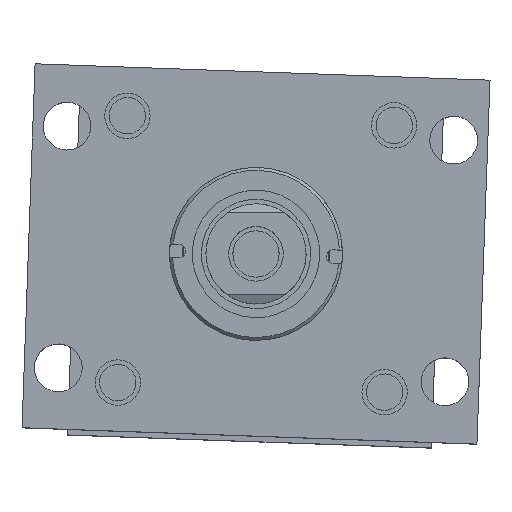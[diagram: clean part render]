
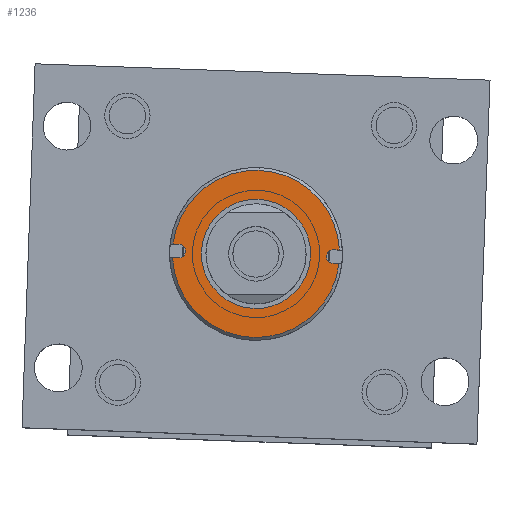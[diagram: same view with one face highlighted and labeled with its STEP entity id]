
A CAD part, top view. The second image highlights one B-rep face of the part: STEP entity #1236.
In plain terms, the highlighted face is planar.
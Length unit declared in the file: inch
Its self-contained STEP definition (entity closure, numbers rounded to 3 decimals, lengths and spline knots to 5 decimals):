
#47 = ORIENTED_EDGE ( 'NONE', *, *, #8357, .F. ) ;
#74 = VERTEX_POINT ( 'NONE', #9595 ) ;
#202 = EDGE_LOOP ( 'NONE', ( #2176, #2107, #1122, #8859, #9838, #4147, #6736, #2494, #5425 ) ) ;
#323 = LINE ( 'NONE', #4036, #1623 ) ;
#366 = CIRCLE ( 'NONE', #8338, 1.1475 ) ;
#510 = CARTESIAN_POINT ( 'NONE',  ( 9.17484, 15.3203, 0.094 ) ) ;
#746 = VECTOR ( 'NONE', #8225, 39.37008 ) ;
#828 = DIRECTION ( 'NONE',  ( 1., 0., 0. ) ) ;
#844 = DIRECTION ( 'NONE',  ( 0., 0., 1. ) ) ;
#956 = DIRECTION ( 'NONE',  ( -1., 0., 0. ) ) ;
#1122 = ORIENTED_EDGE ( 'NONE', *, *, #7385, .T. ) ;
#1236 = ADVANCED_FACE ( 'NONE', ( #9438, #3054 ), #1460, .F. ) ;
#1460 = PLANE ( 'NONE',  #3606 ) ;
#1493 = AXIS2_PLACEMENT_3D ( 'NONE', #8761, #7326, #5156 ) ;
#1623 = VECTOR ( 'NONE', #7182, 39.37008 ) ;
#1681 = VERTEX_POINT ( 'NONE', #9849 ) ;
#1790 = DIRECTION ( 'NONE',  ( 0., 0., 1. ) ) ;
#1918 = CARTESIAN_POINT ( 'NONE',  ( 9.17484, 17.4443, 0. ) ) ;
#2107 = ORIENTED_EDGE ( 'NONE', *, *, #6529, .T. ) ;
#2112 = CIRCLE ( 'NONE', #7212, 1.1475 ) ;
#2176 = ORIENTED_EDGE ( 'NONE', *, *, #9044, .T. ) ;
#2297 = CIRCLE ( 'NONE', #6504, 0.094 ) ;
#2314 = LINE ( 'NONE', #2579, #746 ) ;
#2494 = ORIENTED_EDGE ( 'NONE', *, *, #3924, .T. ) ;
#2566 = EDGE_LOOP ( 'NONE', ( #8637, #47 ) ) ;
#2579 = CARTESIAN_POINT ( 'NONE',  ( 9.17484, 17.5298, 0.094 ) ) ;
#3021 = CIRCLE ( 'NONE', #1493, 0.75 ) ;
#3054 = FACE_BOUND ( 'NONE', #2566, .T. ) ;
#3176 = CARTESIAN_POINT ( 'NONE',  ( 9.17484, 17.52594, -0.094 ) ) ;
#3393 = CARTESIAN_POINT ( 'NONE',  ( 9.17484, 16.3823, 0. ) ) ;
#3514 = EDGE_CURVE ( 'NONE', #8982, #5531, #2314, .T. ) ;
#3536 = VERTEX_POINT ( 'NONE', #4873 ) ;
#3606 = AXIS2_PLACEMENT_3D ( 'NONE', #6272, #7438, #5058 ) ;
#3813 = VECTOR ( 'NONE', #4830, 39.37008 ) ;
#3878 = CIRCLE ( 'NONE', #4094, 0.094 ) ;
#3924 = EDGE_CURVE ( 'NONE', #4731, #9613, #3878, .T. ) ;
#3954 = CARTESIAN_POINT ( 'NONE',  ( 9.17484, 15.23865, 0.094 ) ) ;
#4036 = CARTESIAN_POINT ( 'NONE',  ( 9.17484, 17.5298, -0.094 ) ) ;
#4059 = CARTESIAN_POINT ( 'NONE',  ( 9.17484, 17.5298, -0.094 ) ) ;
#4094 = AXIS2_PLACEMENT_3D ( 'NONE', #1918, #7981, #5758 ) ;
#4147 = ORIENTED_EDGE ( 'NONE', *, *, #8550, .T. ) ;
#4191 = CIRCLE ( 'NONE', #6878, 0.75 ) ;
#4221 = CARTESIAN_POINT ( 'NONE',  ( 9.17484, 16.3823, -1.1475 ) ) ;
#4249 = LINE ( 'NONE', #7835, #8084 ) ;
#4361 = EDGE_CURVE ( 'NONE', #1681, #5531, #2297, .T. ) ;
#4658 = CARTESIAN_POINT ( 'NONE',  ( 9.17484, 15.3203, 0. ) ) ;
#4707 = CARTESIAN_POINT ( 'NONE',  ( 9.17484, 16.3823, 0. ) ) ;
#4731 = VERTEX_POINT ( 'NONE', #8903 ) ;
#4830 = DIRECTION ( 'NONE',  ( 0., 1., 0. ) ) ;
#4844 = CARTESIAN_POINT ( 'NONE',  ( 9.17484, 16.3823, 0. ) ) ;
#4873 = CARTESIAN_POINT ( 'NONE',  ( 9.17484, 15.23865, -0.094 ) ) ;
#4903 = VERTEX_POINT ( 'NONE', #6896 ) ;
#5058 = DIRECTION ( 'NONE',  ( 0., 1., 0. ) ) ;
#5102 = VERTEX_POINT ( 'NONE', #3176 ) ;
#5156 = DIRECTION ( 'NONE',  ( 0., 0., 1. ) ) ;
#5173 = DIRECTION ( 'NONE',  ( 0., 0., 1. ) ) ;
#5425 = ORIENTED_EDGE ( 'NONE', *, *, #8337, .F. ) ;
#5461 = DIRECTION ( 'NONE',  ( -1., 0., 0. ) ) ;
#5531 = VERTEX_POINT ( 'NONE', #510 ) ;
#5758 = DIRECTION ( 'NONE',  ( 0., 0., -1. ) ) ;
#5939 = EDGE_CURVE ( 'NONE', #4903, #4731, #4249, .T. ) ;
#6011 = EDGE_CURVE ( 'NONE', #8510, #74, #3021, .T. ) ;
#6272 = CARTESIAN_POINT ( 'NONE',  ( 9.17484, 17.5298, 0. ) ) ;
#6504 = AXIS2_PLACEMENT_3D ( 'NONE', #4658, #828, #8513 ) ;
#6529 = EDGE_CURVE ( 'NONE', #8012, #3536, #366, .T. ) ;
#6736 = ORIENTED_EDGE ( 'NONE', *, *, #5939, .T. ) ;
#6749 = CARTESIAN_POINT ( 'NONE',  ( 9.17484, 16.3823, 0. ) ) ;
#6878 = AXIS2_PLACEMENT_3D ( 'NONE', #3393, #956, #9548 ) ;
#6896 = CARTESIAN_POINT ( 'NONE',  ( 9.17484, 17.52594, 0.094 ) ) ;
#6982 = DIRECTION ( 'NONE',  ( 0., -1., 0. ) ) ;
#7182 = DIRECTION ( 'NONE',  ( 0., -1., 0. ) ) ;
#7212 = AXIS2_PLACEMENT_3D ( 'NONE', #6749, #9864, #5173 ) ;
#7326 = DIRECTION ( 'NONE',  ( -1., 0., 0. ) ) ;
#7385 = EDGE_CURVE ( 'NONE', #3536, #1681, #7904, .T. ) ;
#7438 = DIRECTION ( 'NONE',  ( 1., 0., 0. ) ) ;
#7835 = CARTESIAN_POINT ( 'NONE',  ( 9.17484, 17.5298, 0.094 ) ) ;
#7904 = LINE ( 'NONE', #4059, #3813 ) ;
#7927 = DIRECTION ( 'NONE',  ( -1., 0., 0. ) ) ;
#7981 = DIRECTION ( 'NONE',  ( 1., 0., 0. ) ) ;
#8012 = VERTEX_POINT ( 'NONE', #4221 ) ;
#8084 = VECTOR ( 'NONE', #6982, 39.37008 ) ;
#8225 = DIRECTION ( 'NONE',  ( 0., 1., 0. ) ) ;
#8337 = EDGE_CURVE ( 'NONE', #5102, #9613, #323, .T. ) ;
#8338 = AXIS2_PLACEMENT_3D ( 'NONE', #4844, #7927, #1790 ) ;
#8357 = EDGE_CURVE ( 'NONE', #74, #8510, #4191, .T. ) ;
#8510 = VERTEX_POINT ( 'NONE', #9682 ) ;
#8513 = DIRECTION ( 'NONE',  ( 0., 0., -1. ) ) ;
#8550 = EDGE_CURVE ( 'NONE', #8982, #4903, #2112, .T. ) ;
#8637 = ORIENTED_EDGE ( 'NONE', *, *, #6011, .F. ) ;
#8650 = AXIS2_PLACEMENT_3D ( 'NONE', #4707, #5461, #844 ) ;
#8761 = CARTESIAN_POINT ( 'NONE',  ( 9.17484, 16.3823, 0. ) ) ;
#8859 = ORIENTED_EDGE ( 'NONE', *, *, #4361, .T. ) ;
#8903 = CARTESIAN_POINT ( 'NONE',  ( 9.17484, 17.4443, 0.094 ) ) ;
#8982 = VERTEX_POINT ( 'NONE', #3954 ) ;
#9044 = EDGE_CURVE ( 'NONE', #5102, #8012, #9700, .T. ) ;
#9194 = CARTESIAN_POINT ( 'NONE',  ( 9.17484, 17.4443, -0.094 ) ) ;
#9438 = FACE_OUTER_BOUND ( 'NONE', #202, .T. ) ;
#9548 = DIRECTION ( 'NONE',  ( 0., 0., 1. ) ) ;
#9595 = CARTESIAN_POINT ( 'NONE',  ( 9.17484, 16.3823, -0.75 ) ) ;
#9613 = VERTEX_POINT ( 'NONE', #9194 ) ;
#9682 = CARTESIAN_POINT ( 'NONE',  ( 9.17484, 16.3823, 0.75 ) ) ;
#9700 = CIRCLE ( 'NONE', #8650, 1.1475 ) ;
#9838 = ORIENTED_EDGE ( 'NONE', *, *, #3514, .F. ) ;
#9849 = CARTESIAN_POINT ( 'NONE',  ( 9.17484, 15.3203, -0.094 ) ) ;
#9864 = DIRECTION ( 'NONE',  ( -1., 0., 0. ) ) ;
